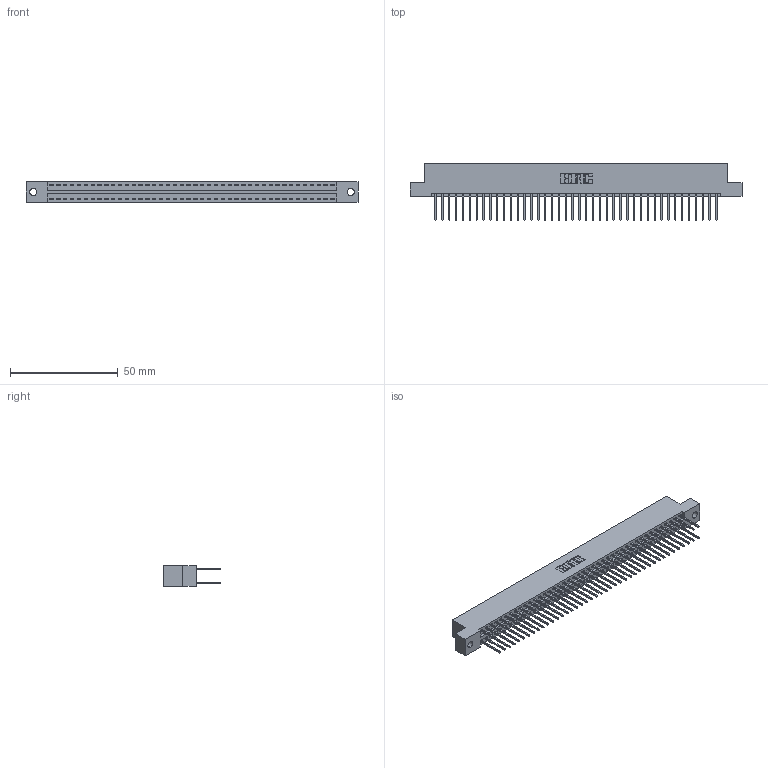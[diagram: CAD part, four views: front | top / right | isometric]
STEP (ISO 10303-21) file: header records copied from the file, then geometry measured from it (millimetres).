
FILE_DESCRIPTION (( 'STEP AP203' ), '1' );
FILE_NAME ('346-084-522-202.STEP', '2018-08-29T11:04:58', ( '' ), ( '' ), 'SwSTEP 2.0', 'SolidWorks 2016', '' );
FILE_SCHEMA (( 'CONFIG_CONTROL_DESIGN' ));
Length unit declared in the file: inch
Products named in the file (3): 346 Part_Flush Mounting Lugs - 0.128 Dia; 345-292-001_345-293-122; 346-084-522-202
Assembly tree (85 placements, depth 2):
  346-084-522-202
    346 Part_Flush Mounting Lugs - 0.128 Dia
    345-292-001_345-293-122  x84
Bounding box: 153.92 x 26.42 x 9.4 mm (x, y, z)
Volume: 15188 mm3; surface area: 21605.5 mm2
Topology: 85 solids, 85 shells, 4490 faces, 13349 edges, 8786 vertices
Faces by surface type: plane 3016, cylinder 1474
Entity records: 27431 total; most frequent: CARTESIAN_POINT 4520, ORIENTED_EDGE 4454, DIRECTION 4035, EDGE_CURVE 2227, LINE 1927, VECTOR 1927, VERTEX_POINT 1482, AXIS2_PLACEMENT_3D 1054
